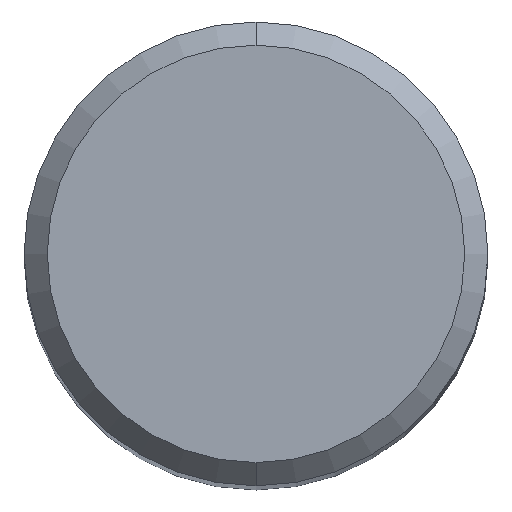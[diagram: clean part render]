
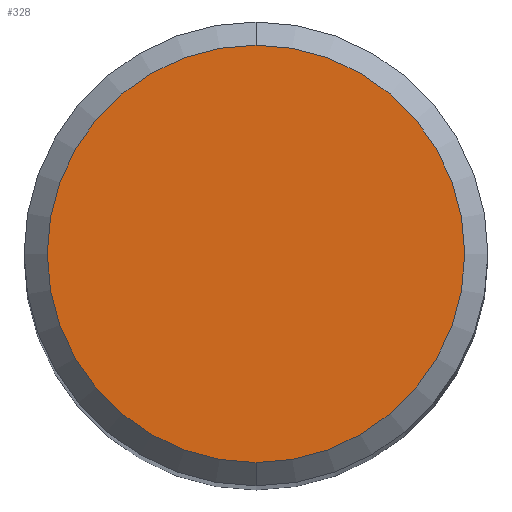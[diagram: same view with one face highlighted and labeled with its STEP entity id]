
A CAD part, top view. The second image highlights one B-rep face of the part: STEP entity #328.
In plain terms, the highlighted planar face has unit normal (0, 0, 1).
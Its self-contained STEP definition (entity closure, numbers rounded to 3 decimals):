
#326=EDGE_CURVE('',#360,#348,#641,.T.);
#328=ADVANCED_FACE('',(#643),#644,.T.);
#348=VERTEX_POINT('',#665);
#354=EDGE_CURVE('',#348,#360,#671,.T.);
#360=VERTEX_POINT('',#677);
#641=CIRCLE('',#1188,3.6);
#643=FACE_OUTER_BOUND('',#1190,.T.);
#644=PLANE('',#1191);
#665=CARTESIAN_POINT('',(0.0,3.6,0.0));
#671=CIRCLE('',#1226,3.6);
#677=CARTESIAN_POINT('',(0.,-3.6,0.0));
#1188=AXIS2_PLACEMENT_3D('',#1597,#1598,#1599);
#1190=EDGE_LOOP('',(#1601,#1602));
#1191=AXIS2_PLACEMENT_3D('',#1603,#1604,#1605);
#1226=AXIS2_PLACEMENT_3D('',#1625,#1626,#1627);
#1597=CARTESIAN_POINT('',(0.0,0.0,0.0));
#1598=DIRECTION('',(0.0,0.0,-1.0));
#1599=DIRECTION('',(0.0,1.0,0.0));
#1601=ORIENTED_EDGE('',*,*,#354,.F.);
#1602=ORIENTED_EDGE('',*,*,#326,.F.);
#1603=CARTESIAN_POINT('',(0.0,1.8,0.0));
#1604=DIRECTION('',(-0.0,0.0,1.0));
#1605=DIRECTION('',(0.0,-1.0,0.0));
#1625=CARTESIAN_POINT('',(0.0,0.0,0.0));
#1626=DIRECTION('',(0.0,0.0,-1.0));
#1627=DIRECTION('',(0.0,1.0,0.0));
